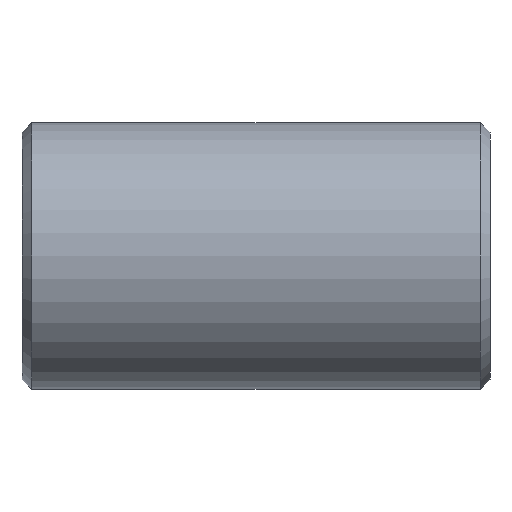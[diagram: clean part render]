
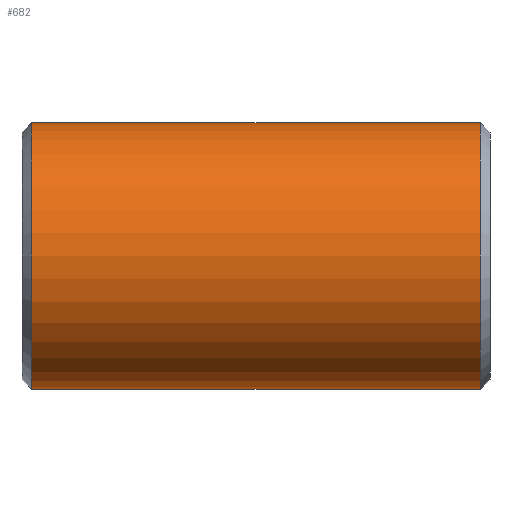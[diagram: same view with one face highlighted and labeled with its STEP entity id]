
A CAD part, front view. The second image highlights one B-rep face of the part: STEP entity #682.
In plain terms, the highlighted cylindrical face has radius 70.65 mm (diameter 141.3 mm), a partial arc.
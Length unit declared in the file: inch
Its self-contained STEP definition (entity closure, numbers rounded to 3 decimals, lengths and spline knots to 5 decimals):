
#27 = CARTESIAN_POINT ( 'NONE',  ( 4.67167, 0., -2.7815 ) ) ;
#43 = CYLINDRICAL_SURFACE ( 'NONE', #300, 2.7815 ) ;
#50 = ORIENTED_EDGE ( 'NONE', *, *, #396, .T. ) ;
#101 = DIRECTION ( 'NONE',  ( -1., 0., 0. ) ) ;
#106 = DIRECTION ( 'NONE',  ( -1., 0., 0. ) ) ;
#147 = VERTEX_POINT ( 'NONE', #471 ) ;
#148 = CARTESIAN_POINT ( 'NONE',  ( 4.88, 0., 2.7815 ) ) ;
#154 = DIRECTION ( 'NONE',  ( 0., 0., 1. ) ) ;
#187 = EDGE_CURVE ( 'NONE', #748, #147, #773, .T. ) ;
#238 = ORIENTED_EDGE ( 'NONE', *, *, #239, .F. ) ;
#239 = EDGE_CURVE ( 'NONE', #416, #689, #725, .T. ) ;
#254 = CIRCLE ( 'NONE', #561, 2.7815 ) ;
#273 = DIRECTION ( 'NONE',  ( -1., 0., 0. ) ) ;
#298 = ORIENTED_EDGE ( 'NONE', *, *, #613, .T. ) ;
#300 = AXIS2_PLACEMENT_3D ( 'NONE', #798, #544, #364 ) ;
#317 = DIRECTION ( 'NONE',  ( 0., 0., -1. ) ) ;
#342 = ORIENTED_EDGE ( 'NONE', *, *, #187, .T. ) ;
#361 = VECTOR ( 'NONE', #273, 39.37008 ) ;
#364 = DIRECTION ( 'NONE',  ( 0., 0., 1. ) ) ;
#396 = EDGE_CURVE ( 'NONE', #147, #689, #605, .T. ) ;
#416 = VERTEX_POINT ( 'NONE', #27 ) ;
#443 = CARTESIAN_POINT ( 'NONE',  ( 4.67167, 0., 0. ) ) ;
#471 = CARTESIAN_POINT ( 'NONE',  ( -4.67167, 0., 2.7815 ) ) ;
#491 = VECTOR ( 'NONE', #101, 39.37008 ) ;
#497 = FACE_OUTER_BOUND ( 'NONE', #800, .T. ) ;
#541 = CARTESIAN_POINT ( 'NONE',  ( 4.67167, 0., 2.7815 ) ) ;
#544 = DIRECTION ( 'NONE',  ( -1., 0., 0. ) ) ;
#561 = AXIS2_PLACEMENT_3D ( 'NONE', #443, #106, #317 ) ;
#605 = CIRCLE ( 'NONE', #661, 2.7815 ) ;
#612 = CARTESIAN_POINT ( 'NONE',  ( 4.88, 0., -2.7815 ) ) ;
#613 = EDGE_CURVE ( 'NONE', #416, #748, #254, .T. ) ;
#661 = AXIS2_PLACEMENT_3D ( 'NONE', #741, #662, #154 ) ;
#662 = DIRECTION ( 'NONE',  ( 1., 0., 0. ) ) ;
#682 = ADVANCED_FACE ( 'NONE', ( #497 ), #43, .T. ) ;
#689 = VERTEX_POINT ( 'NONE', #746 ) ;
#725 = LINE ( 'NONE', #612, #491 ) ;
#741 = CARTESIAN_POINT ( 'NONE',  ( -4.67167, 0., 0. ) ) ;
#746 = CARTESIAN_POINT ( 'NONE',  ( -4.67167, 0., -2.7815 ) ) ;
#748 = VERTEX_POINT ( 'NONE', #541 ) ;
#773 = LINE ( 'NONE', #148, #361 ) ;
#798 = CARTESIAN_POINT ( 'NONE',  ( 4.88, 0., 0. ) ) ;
#800 = EDGE_LOOP ( 'NONE', ( #238, #298, #342, #50 ) ) ;
